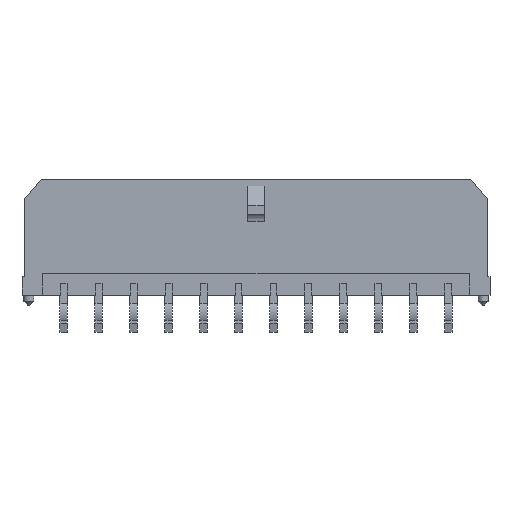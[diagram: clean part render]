
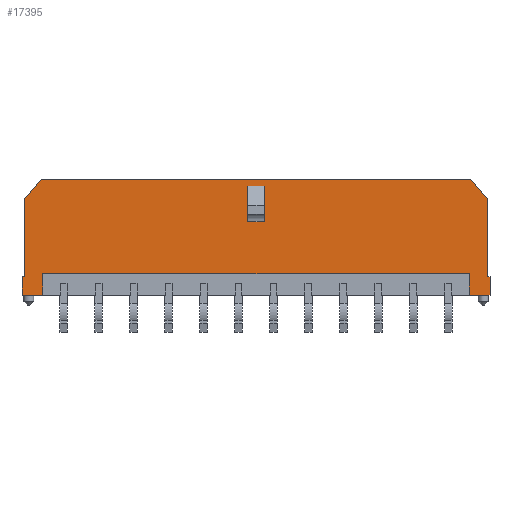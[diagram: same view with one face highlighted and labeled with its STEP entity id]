
A CAD part, front view. The second image highlights one B-rep face of the part: STEP entity #17395.
In plain terms, the highlighted planar face has unit normal (0, -1, 0).
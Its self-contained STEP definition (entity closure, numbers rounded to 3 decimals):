
#614=FACE_BOUND('',#1890,.T.);
#954=FACE_OUTER_BOUND('',#1889,.T.);
#1889=EDGE_LOOP('',(#13487,#13488,#13489,#13490,#13491,#13492,#13493,#13494,
#13495,#13496,#13497,#13498,#13499,#13500));
#1890=EDGE_LOOP('',(#13501,#13502,#13503,#13504));
#2442=LINE('',#23313,#4806);
#2470=LINE('',#23370,#4834);
#2490=LINE('',#23409,#4854);
#2516=LINE('',#23461,#4880);
#3236=LINE('',#24927,#5600);
#3304=LINE('',#25053,#5668);
#3836=LINE('',#26162,#6200);
#3840=LINE('',#26169,#6204);
#3843=LINE('',#26176,#6207);
#3844=LINE('',#26177,#6208);
#3845=LINE('',#26178,#6209);
#3846=LINE('',#26179,#6210);
#3847=LINE('',#26181,#6211);
#3848=LINE('',#26182,#6212);
#3849=LINE('',#26185,#6213);
#3850=LINE('',#26187,#6214);
#3851=LINE('',#26189,#6215);
#3852=LINE('',#26190,#6216);
#4806=VECTOR('',#18956,6.66);
#4834=VECTOR('',#18998,2.164);
#4854=VECTOR('',#19032,6.66);
#4880=VECTOR('',#19074,36.85);
#5600=VECTOR('',#19970,1.77);
#5668=VECTOR('',#20064,1.77);
#6200=VECTOR('',#21074,0.25);
#6204=VECTOR('',#21080,0.25);
#6207=VECTOR('',#21087,1.85);
#6208=VECTOR('',#21088,1.6);
#6209=VECTOR('',#21089,2.164);
#6210=VECTOR('',#21090,1.6);
#6211=VECTOR('',#21091,1.85);
#6212=VECTOR('',#21092,36.61);
#6213=VECTOR('',#21093,3.086);
#6214=VECTOR('',#21094,1.4);
#6215=VECTOR('',#21095,3.086);
#6216=VECTOR('',#21096,1.4);
#7170=VERTEX_POINT('',#23310);
#7171=VERTEX_POINT('',#23312);
#7192=VERTEX_POINT('',#23367);
#7193=VERTEX_POINT('',#23369);
#7205=VERTEX_POINT('',#23407);
#7223=VERTEX_POINT('',#23460);
#7880=VERTEX_POINT('',#24924);
#7881=VERTEX_POINT('',#24926);
#7925=VERTEX_POINT('',#25050);
#7926=VERTEX_POINT('',#25052);
#8264=VERTEX_POINT('',#26160);
#8266=VERTEX_POINT('',#26168);
#8268=VERTEX_POINT('',#26175);
#8269=VERTEX_POINT('',#26180);
#8270=VERTEX_POINT('',#26183);
#8271=VERTEX_POINT('',#26184);
#8272=VERTEX_POINT('',#26186);
#8273=VERTEX_POINT('',#26188);
#8817=EDGE_CURVE('',#7171,#7170,#2442,.T.);
#8845=EDGE_CURVE('',#7192,#7193,#2470,.T.);
#8865=EDGE_CURVE('',#7205,#7192,#2490,.T.);
#8891=EDGE_CURVE('',#7223,#7193,#2516,.T.);
#9619=EDGE_CURVE('',#7881,#7880,#3236,.T.);
#9688=EDGE_CURVE('',#7926,#7925,#3304,.T.);
#10237=EDGE_CURVE('',#7205,#8264,#3836,.T.);
#10241=EDGE_CURVE('',#7171,#8266,#3840,.T.);
#10244=EDGE_CURVE('',#7926,#8268,#3843,.T.);
#10245=EDGE_CURVE('',#8266,#7925,#3844,.T.);
#10246=EDGE_CURVE('',#7223,#7170,#3845,.T.);
#10247=EDGE_CURVE('',#7881,#8264,#3846,.T.);
#10248=EDGE_CURVE('',#7880,#8269,#3847,.T.);
#10249=EDGE_CURVE('',#8268,#8269,#3848,.T.);
#10250=EDGE_CURVE('',#8270,#8271,#3849,.T.);
#10251=EDGE_CURVE('',#8271,#8272,#3850,.T.);
#10252=EDGE_CURVE('',#8273,#8272,#3851,.T.);
#10253=EDGE_CURVE('',#8270,#8273,#3852,.T.);
#13487=ORIENTED_EDGE('',*,*,#10244,.F.);
#13488=ORIENTED_EDGE('',*,*,#9688,.T.);
#13489=ORIENTED_EDGE('',*,*,#10245,.F.);
#13490=ORIENTED_EDGE('',*,*,#10241,.F.);
#13491=ORIENTED_EDGE('',*,*,#8817,.T.);
#13492=ORIENTED_EDGE('',*,*,#10246,.F.);
#13493=ORIENTED_EDGE('',*,*,#8891,.T.);
#13494=ORIENTED_EDGE('',*,*,#8845,.F.);
#13495=ORIENTED_EDGE('',*,*,#8865,.F.);
#13496=ORIENTED_EDGE('',*,*,#10237,.T.);
#13497=ORIENTED_EDGE('',*,*,#10247,.F.);
#13498=ORIENTED_EDGE('',*,*,#9619,.T.);
#13499=ORIENTED_EDGE('',*,*,#10248,.T.);
#13500=ORIENTED_EDGE('',*,*,#10249,.F.);
#13501=ORIENTED_EDGE('',*,*,#10250,.T.);
#13502=ORIENTED_EDGE('',*,*,#10251,.T.);
#13503=ORIENTED_EDGE('',*,*,#10252,.F.);
#13504=ORIENTED_EDGE('',*,*,#10253,.F.);
#16564=PLANE('',#18317);
#17395=ADVANCED_FACE('',(#954,#614),#16564,.T.);
#18317=AXIS2_PLACEMENT_3D('',#26174,#21085,#21086);
#18956=DIRECTION('',(0.,0.,1.));
#18998=DIRECTION('',(0.647,0.,0.763));
#19032=DIRECTION('',(0.,0.,1.));
#19074=DIRECTION('',(-1.,0.,0.));
#19970=DIRECTION('',(1.,0.,0.));
#20064=DIRECTION('',(1.,0.,0.));
#21074=DIRECTION('',(-1.,0.,0.));
#21080=DIRECTION('',(1.,0.,0.));
#21085=DIRECTION('center_axis',(0.,-1.,0.));
#21086=DIRECTION('ref_axis',(0.,0.,1.));
#21087=DIRECTION('',(0.,0.,1.));
#21088=DIRECTION('',(0.,0.,-1.));
#21089=DIRECTION('',(0.647,0.,-0.763));
#21090=DIRECTION('',(0.,0.,1.));
#21091=DIRECTION('',(0.,0.,1.));
#21092=DIRECTION('',(-1.,0.,0.));
#21093=DIRECTION('',(0.,0.,-1.));
#21094=DIRECTION('',(-1.,0.,0.));
#21095=DIRECTION('',(0.,0.,-1.));
#21096=DIRECTION('',(-1.,0.,0.));
#23310=CARTESIAN_POINT('',(36.325,-4.9,8.26));
#23312=CARTESIAN_POINT('',(36.325,-4.9,1.6));
#23313=CARTESIAN_POINT('',(36.325,-4.9,1.6));
#23367=CARTESIAN_POINT('',(-3.325,-4.9,8.26));
#23369=CARTESIAN_POINT('',(-1.925,-4.9,9.91));
#23370=CARTESIAN_POINT('',(-3.325,-4.9,8.26));
#23407=CARTESIAN_POINT('',(-3.325,-4.9,1.6));
#23409=CARTESIAN_POINT('',(-3.325,-4.9,1.6));
#23460=CARTESIAN_POINT('',(34.925,-4.9,9.91));
#23461=CARTESIAN_POINT('',(34.925,-4.9,9.91));
#24924=CARTESIAN_POINT('',(-1.805,-4.9,0.));
#24926=CARTESIAN_POINT('',(-3.575,-4.9,0.));
#24927=CARTESIAN_POINT('',(-3.575,-4.9,0.));
#25050=CARTESIAN_POINT('',(36.575,-4.9,0.));
#25052=CARTESIAN_POINT('',(34.805,-4.9,0.));
#25053=CARTESIAN_POINT('',(34.805,-4.9,0.));
#26160=CARTESIAN_POINT('',(-3.575,-4.9,1.6));
#26162=CARTESIAN_POINT('',(-3.325,-4.9,1.6));
#26168=CARTESIAN_POINT('',(36.575,-4.9,1.6));
#26169=CARTESIAN_POINT('',(36.325,-4.9,1.6));
#26174=CARTESIAN_POINT('Origin',(36.325,-4.9,0.));
#26175=CARTESIAN_POINT('',(34.805,-4.9,1.85));
#26176=CARTESIAN_POINT('',(34.805,-4.9,0.));
#26177=CARTESIAN_POINT('',(36.575,-4.9,1.6));
#26178=CARTESIAN_POINT('',(34.925,-4.9,9.91));
#26179=CARTESIAN_POINT('',(-3.575,-4.9,0.));
#26180=CARTESIAN_POINT('',(-1.805,-4.9,1.85));
#26181=CARTESIAN_POINT('',(-1.805,-4.9,0.));
#26182=CARTESIAN_POINT('',(34.805,-4.9,1.85));
#26183=CARTESIAN_POINT('',(17.2,-4.9,9.37));
#26184=CARTESIAN_POINT('',(17.2,-4.9,6.284));
#26185=CARTESIAN_POINT('',(17.2,-4.9,9.37));
#26186=CARTESIAN_POINT('',(15.8,-4.9,6.284));
#26187=CARTESIAN_POINT('',(17.2,-4.9,6.284));
#26188=CARTESIAN_POINT('',(15.8,-4.9,9.37));
#26189=CARTESIAN_POINT('',(15.8,-4.9,9.37));
#26190=CARTESIAN_POINT('',(17.2,-4.9,9.37));
